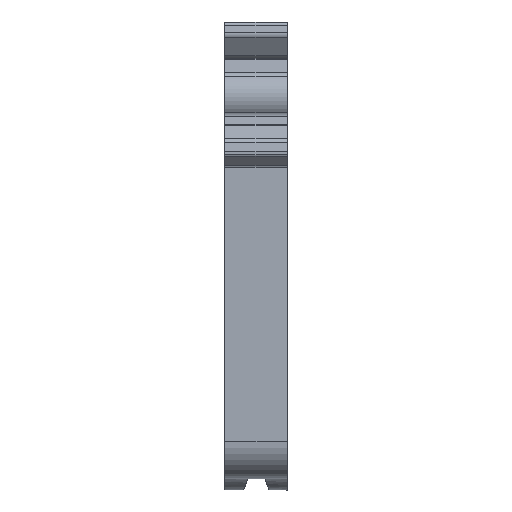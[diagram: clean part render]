
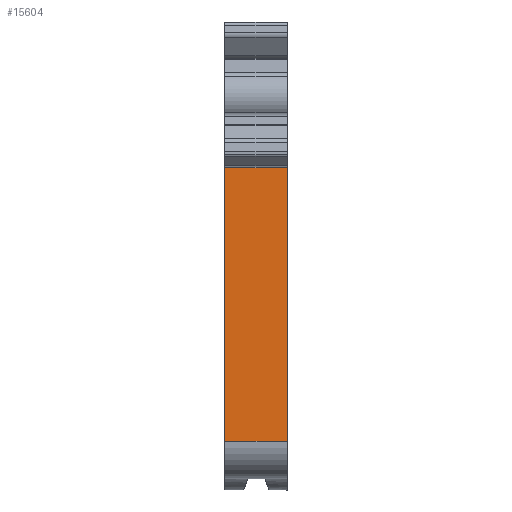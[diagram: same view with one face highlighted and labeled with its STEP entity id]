
A CAD part, left-side view. The second image highlights one B-rep face of the part: STEP entity #15604.
In plain terms, the highlighted face is planar.
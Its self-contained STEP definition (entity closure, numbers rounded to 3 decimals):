
#463 = DIRECTION ( 'NONE',  ( 1., 0., 0. ) ) ;
#558 = VERTEX_POINT ( 'NONE', #11745 ) ;
#973 = CARTESIAN_POINT ( 'NONE',  ( 0., 7.323, -3.657 ) ) ;
#1052 = PLANE ( 'NONE',  #1730 ) ;
#1611 = EDGE_CURVE ( 'NONE', #11878, #558, #11090, .T. ) ;
#1623 = VECTOR ( 'NONE', #13697, 1000. ) ;
#1730 = AXIS2_PLACEMENT_3D ( 'NONE', #973, #5794, #3173 ) ;
#1804 = EDGE_CURVE ( 'NONE', #7881, #7778, #13930, .T. ) ;
#2109 = DIRECTION ( 'NONE',  ( 0., 0., -1. ) ) ;
#2238 = ORIENTED_EDGE ( 'NONE', *, *, #1611, .T. ) ;
#2749 = DIRECTION ( 'NONE',  ( 1., 0., 0. ) ) ;
#3118 = VECTOR ( 'NONE', #463, 1000. ) ;
#3173 = DIRECTION ( 'NONE',  ( 0., 0., 1. ) ) ;
#5794 = DIRECTION ( 'NONE',  ( 0., -1., 0. ) ) ;
#6631 = CARTESIAN_POINT ( 'NONE',  ( 0., 7.323, -3.657 ) ) ;
#7056 = FACE_OUTER_BOUND ( 'NONE', #13518, .T. ) ;
#7778 = VERTEX_POINT ( 'NONE', #13068 ) ;
#7881 = VERTEX_POINT ( 'NONE', #8881 ) ;
#7905 = CARTESIAN_POINT ( 'NONE',  ( 5., 7.323, 18.197 ) ) ;
#8142 = ORIENTED_EDGE ( 'NONE', *, *, #12069, .F. ) ;
#8527 = CARTESIAN_POINT ( 'NONE',  ( 0., 7.323, 18.197 ) ) ;
#8762 = CARTESIAN_POINT ( 'NONE',  ( 0., 7.323, -3.657 ) ) ;
#8881 = CARTESIAN_POINT ( 'NONE',  ( 0., 7.323, -3.657 ) ) ;
#10052 = EDGE_CURVE ( 'NONE', #558, #7778, #11700, .T. ) ;
#10995 = VECTOR ( 'NONE', #2749, 1000. ) ;
#11090 = LINE ( 'NONE', #14556, #10995 ) ;
#11338 = VECTOR ( 'NONE', #2109, 1000. ) ;
#11700 = LINE ( 'NONE', #7905, #11338 ) ;
#11745 = CARTESIAN_POINT ( 'NONE',  ( 5., 7.323, 18.197 ) ) ;
#11878 = VERTEX_POINT ( 'NONE', #8527 ) ;
#12069 = EDGE_CURVE ( 'NONE', #11878, #7881, #15040, .T. ) ;
#12356 = ORIENTED_EDGE ( 'NONE', *, *, #10052, .T. ) ;
#13068 = CARTESIAN_POINT ( 'NONE',  ( 5., 7.323, -3.657 ) ) ;
#13518 = EDGE_LOOP ( 'NONE', ( #2238, #12356, #14853, #8142 ) ) ;
#13697 = DIRECTION ( 'NONE',  ( 0., 0., -1. ) ) ;
#13930 = LINE ( 'NONE', #6631, #3118 ) ;
#14556 = CARTESIAN_POINT ( 'NONE',  ( -57.708, 7.323, 18.197 ) ) ;
#14853 = ORIENTED_EDGE ( 'NONE', *, *, #1804, .F. ) ;
#15040 = LINE ( 'NONE', #8762, #1623 ) ;
#15604 = ADVANCED_FACE ( 'NONE', ( #7056 ), #1052, .F. ) ;
